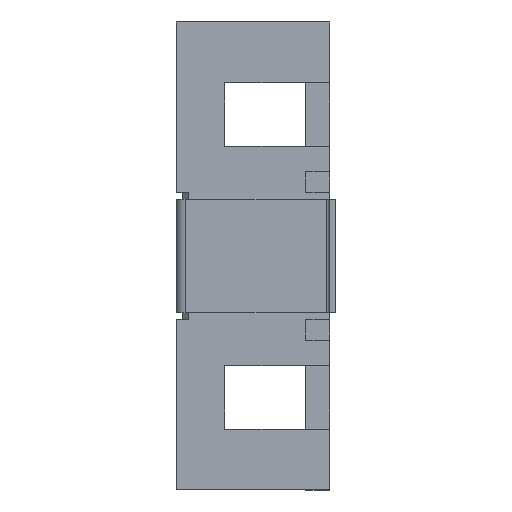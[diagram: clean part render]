
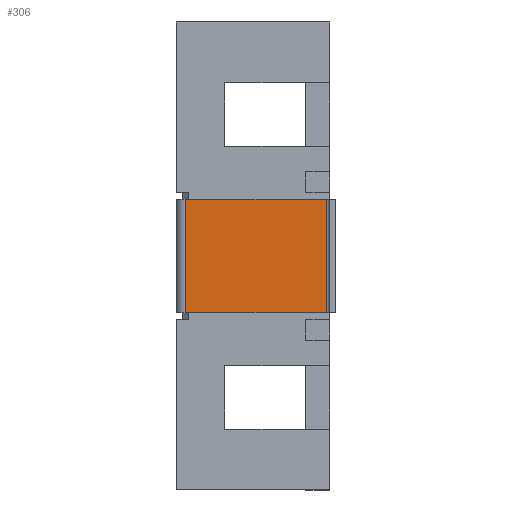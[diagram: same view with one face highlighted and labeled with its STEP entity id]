
A CAD part, left-side view. The second image highlights one B-rep face of the part: STEP entity #306.
In plain terms, the highlighted planar face has unit normal (-1, 0, 0).
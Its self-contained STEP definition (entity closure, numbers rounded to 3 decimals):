
#36 = ORIENTED_EDGE ( 'NONE', *, *, #1917, .F. ) ;
#238 = EDGE_LOOP ( 'NONE', ( #285, #4394, #1357, #36 ) ) ;
#285 = ORIENTED_EDGE ( 'NONE', *, *, #1758, .T. ) ;
#306 = ADVANCED_FACE ( 'NONE', ( #2611 ), #2558, .F. ) ;
#348 = DIRECTION ( 'NONE',  ( 0., 0., -1. ) ) ;
#406 = LINE ( 'NONE', #5347, #4253 ) ;
#1136 = VERTEX_POINT ( 'NONE', #1847 ) ;
#1254 = VECTOR ( 'NONE', #2009, 1000. ) ;
#1280 = CARTESIAN_POINT ( 'NONE',  ( -9.345, 4.63, -1.785 ) ) ;
#1287 = LINE ( 'NONE', #2562, #4917 ) ;
#1357 = ORIENTED_EDGE ( 'NONE', *, *, #3548, .F. ) ;
#1496 = LINE ( 'NONE', #2395, #2776 ) ;
#1542 = LINE ( 'NONE', #2069, #1254 ) ;
#1758 = EDGE_CURVE ( 'NONE', #1136, #3516, #1542, .T. ) ;
#1789 = VERTEX_POINT ( 'NONE', #4280 ) ;
#1847 = CARTESIAN_POINT ( 'NONE',  ( -9.345, 0.1, -1.785 ) ) ;
#1917 = EDGE_CURVE ( 'NONE', #1136, #2622, #406, .T. ) ;
#2009 = DIRECTION ( 'NONE',  ( 0., 0., 1. ) ) ;
#2046 = CARTESIAN_POINT ( 'NONE',  ( -9.345, 0.1, 1.785 ) ) ;
#2069 = CARTESIAN_POINT ( 'NONE',  ( -9.345, 0.1, -1.785 ) ) ;
#2395 = CARTESIAN_POINT ( 'NONE',  ( -9.345, 4.53, -1.785 ) ) ;
#2535 = DIRECTION ( 'NONE',  ( 0., 1., 0. ) ) ;
#2558 = PLANE ( 'NONE',  #4160 ) ;
#2560 = DIRECTION ( 'NONE',  ( 0., 1., 0. ) ) ;
#2562 = CARTESIAN_POINT ( 'NONE',  ( -9.345, 4.63, 1.785 ) ) ;
#2611 = FACE_OUTER_BOUND ( 'NONE', #238, .T. ) ;
#2622 = VERTEX_POINT ( 'NONE', #5399 ) ;
#2776 = VECTOR ( 'NONE', #5033, 1000. ) ;
#3081 = DIRECTION ( 'NONE',  ( 1., 0., 0. ) ) ;
#3516 = VERTEX_POINT ( 'NONE', #2046 ) ;
#3548 = EDGE_CURVE ( 'NONE', #2622, #1789, #1496, .T. ) ;
#3659 = EDGE_CURVE ( 'NONE', #3516, #1789, #1287, .T. ) ;
#4160 = AXIS2_PLACEMENT_3D ( 'NONE', #1280, #3081, #348 ) ;
#4253 = VECTOR ( 'NONE', #2560, 1000. ) ;
#4280 = CARTESIAN_POINT ( 'NONE',  ( -9.345, 4.53, 1.785 ) ) ;
#4394 = ORIENTED_EDGE ( 'NONE', *, *, #3659, .T. ) ;
#4917 = VECTOR ( 'NONE', #2535, 1000. ) ;
#5033 = DIRECTION ( 'NONE',  ( 0., 0., 1. ) ) ;
#5347 = CARTESIAN_POINT ( 'NONE',  ( -9.345, 4.63, -1.785 ) ) ;
#5399 = CARTESIAN_POINT ( 'NONE',  ( -9.345, 4.53, -1.785 ) ) ;
